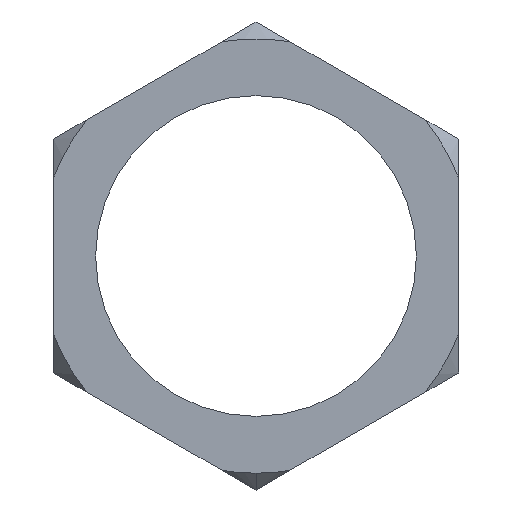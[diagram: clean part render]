
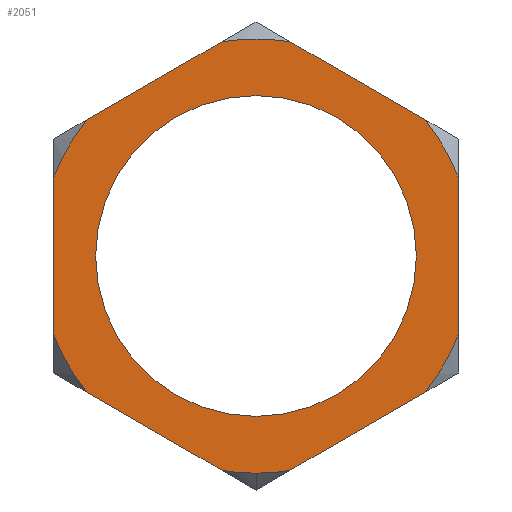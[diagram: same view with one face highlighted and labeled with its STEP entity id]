
A CAD part, left-side view. The second image highlights one B-rep face of the part: STEP entity #2051.
In plain terms, the highlighted planar face has unit normal (-1, 0, 0).
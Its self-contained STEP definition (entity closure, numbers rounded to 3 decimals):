
#11 = EDGE_LOOP ( 'NONE', ( #3744, #3919, #1466, #2892, #601, #2434, #1063, #1205, #2565, #2092, #3483, #3462, #2811 ) ) ;
#14 = EDGE_CURVE ( 'NONE', #1103, #2036, #3287, .T. ) ;
#145 = LINE ( 'NONE', #1399, #2143 ) ;
#154 = CARTESIAN_POINT ( 'NONE',  ( -11.5, 24.989, -20.214 ) ) ;
#160 = CIRCLE ( 'NONE', #3067, 32.141 ) ;
#195 = EDGE_CURVE ( 'NONE', #851, #2036, #160, .T. ) ;
#201 = AXIS2_PLACEMENT_3D ( 'NONE', #1081, #3668, #1455 ) ;
#268 = DIRECTION ( 'NONE',  ( 0., 0., -1. ) ) ;
#273 = DIRECTION ( 'NONE',  ( 0., 0., -1. ) ) ;
#369 = DIRECTION ( 'NONE',  ( 0., 0., 1. ) ) ;
#370 = AXIS2_PLACEMENT_3D ( 'NONE', #1513, #3110, #3704 ) ;
#443 = CARTESIAN_POINT ( 'NONE',  ( -11.5, -24.989, 20.214 ) ) ;
#456 = CARTESIAN_POINT ( 'NONE',  ( -11.5, 30., -17.321 ) ) ;
#548 = DIRECTION ( 'NONE',  ( 0., 0., 1. ) ) ;
#601 = ORIENTED_EDGE ( 'NONE', *, *, #3147, .F. ) ;
#621 = CARTESIAN_POINT ( 'NONE',  ( -11.5, 30., 11.535 ) ) ;
#632 = DIRECTION ( 'NONE',  ( 0., 0., 1. ) ) ;
#639 = CIRCLE ( 'NONE', #370, 32.141 ) ;
#679 = VERTEX_POINT ( 'NONE', #1086 ) ;
#725 = DIRECTION ( 'NONE',  ( 0., 0., -1. ) ) ;
#727 = ORIENTED_EDGE ( 'NONE', *, *, #2078, .T. ) ;
#739 = DIRECTION ( 'NONE',  ( 0., -0.866, 0.5 ) ) ;
#748 = VECTOR ( 'NONE', #1724, 1000. ) ;
#803 = DIRECTION ( 'NONE',  ( -1., 0., 0. ) ) ;
#851 = VERTEX_POINT ( 'NONE', #2328 ) ;
#900 = DIRECTION ( 'NONE',  ( -1., 0., 0. ) ) ;
#922 = CARTESIAN_POINT ( 'NONE',  ( -11.5, 0., 0. ) ) ;
#967 = VERTEX_POINT ( 'NONE', #1652 ) ;
#982 = CARTESIAN_POINT ( 'NONE',  ( -11.5, 0., -32.141 ) ) ;
#1045 = CARTESIAN_POINT ( 'NONE',  ( -11.5, 0., 0. ) ) ;
#1063 = ORIENTED_EDGE ( 'NONE', *, *, #3891, .F. ) ;
#1081 = CARTESIAN_POINT ( 'NONE',  ( -11.5, 0., 0. ) ) ;
#1086 = CARTESIAN_POINT ( 'NONE',  ( -11.5, -30., 11.535 ) ) ;
#1103 = VERTEX_POINT ( 'NONE', #2429 ) ;
#1127 = VERTEX_POINT ( 'NONE', #1237 ) ;
#1166 = VERTEX_POINT ( 'NONE', #3072 ) ;
#1192 = EDGE_CURVE ( 'NONE', #3175, #3985, #2586, .T. ) ;
#1205 = ORIENTED_EDGE ( 'NONE', *, *, #195, .T. ) ;
#1237 = CARTESIAN_POINT ( 'NONE',  ( -11.5, -30., -11.535 ) ) ;
#1268 = VECTOR ( 'NONE', #725, 1000. ) ;
#1349 = CARTESIAN_POINT ( 'NONE',  ( -11.5, 5.011, 31.748 ) ) ;
#1360 = CARTESIAN_POINT ( 'NONE',  ( -11.5, 0., -23.75 ) ) ;
#1387 = CIRCLE ( 'NONE', #3892, 32.141 ) ;
#1399 = CARTESIAN_POINT ( 'NONE',  ( -11.5, 30., 17.321 ) ) ;
#1414 = AXIS2_PLACEMENT_3D ( 'NONE', #1045, #803, #2609 ) ;
#1455 = DIRECTION ( 'NONE',  ( 0., 0., 1. ) ) ;
#1466 = ORIENTED_EDGE ( 'NONE', *, *, #2307, .F. ) ;
#1473 = DIRECTION ( 'NONE',  ( 0., 0.866, 0.5 ) ) ;
#1501 = CARTESIAN_POINT ( 'NONE',  ( -11.5, 0., 0. ) ) ;
#1513 = CARTESIAN_POINT ( 'NONE',  ( -11.5, 0., 0. ) ) ;
#1570 = FACE_OUTER_BOUND ( 'NONE', #11, .T. ) ;
#1652 = CARTESIAN_POINT ( 'NONE',  ( -11.5, 0., 23.75 ) ) ;
#1724 = DIRECTION ( 'NONE',  ( 0., 0., 1. ) ) ;
#1754 = VERTEX_POINT ( 'NONE', #2925 ) ;
#1809 = AXIS2_PLACEMENT_3D ( 'NONE', #1501, #3775, #273 ) ;
#1875 = VECTOR ( 'NONE', #3713, 1000. ) ;
#1954 = VERTEX_POINT ( 'NONE', #2949 ) ;
#1957 = VERTEX_POINT ( 'NONE', #443 ) ;
#1970 = AXIS2_PLACEMENT_3D ( 'NONE', #1990, #3820, #369 ) ;
#1971 = CARTESIAN_POINT ( 'NONE',  ( -11.5, -30., 17.321 ) ) ;
#1990 = CARTESIAN_POINT ( 'NONE',  ( -11.5, 0., 0. ) ) ;
#2036 = VERTEX_POINT ( 'NONE', #621 ) ;
#2051 = ADVANCED_FACE ( 'NONE', ( #2829, #1570 ), #2748, .F. ) ;
#2078 = EDGE_CURVE ( 'NONE', #2851, #967, #3317, .T. ) ;
#2092 = ORIENTED_EDGE ( 'NONE', *, *, #3020, .T. ) ;
#2131 = EDGE_CURVE ( 'NONE', #1754, #1954, #3694, .T. ) ;
#2134 = EDGE_LOOP ( 'NONE', ( #3574, #727 ) ) ;
#2143 = VECTOR ( 'NONE', #739, 1000. ) ;
#2307 = EDGE_CURVE ( 'NONE', #679, #1127, #3560, .T. ) ;
#2328 = CARTESIAN_POINT ( 'NONE',  ( -11.5, 24.989, 20.214 ) ) ;
#2344 = LINE ( 'NONE', #3585, #3880 ) ;
#2367 = VERTEX_POINT ( 'NONE', #982 ) ;
#2429 = CARTESIAN_POINT ( 'NONE',  ( -11.5, 30., -11.535 ) ) ;
#2433 = DIRECTION ( 'NONE',  ( 1., 0., 0. ) ) ;
#2434 = ORIENTED_EDGE ( 'NONE', *, *, #1192, .T. ) ;
#2488 = DIRECTION ( 'NONE',  ( -1., 0., 0. ) ) ;
#2503 = CIRCLE ( 'NONE', #201, 32.141 ) ;
#2565 = ORIENTED_EDGE ( 'NONE', *, *, #14, .F. ) ;
#2586 = CIRCLE ( 'NONE', #3302, 32.141 ) ;
#2609 = DIRECTION ( 'NONE',  ( 0., 0., 1. ) ) ;
#2741 = CARTESIAN_POINT ( 'NONE',  ( -11.5, -5.011, 31.748 ) ) ;
#2748 = PLANE ( 'NONE',  #3127 ) ;
#2768 = DIRECTION ( 'NONE',  ( 0., 0., -1. ) ) ;
#2778 = CARTESIAN_POINT ( 'NONE',  ( -11.5, 0., -34.641 ) ) ;
#2811 = ORIENTED_EDGE ( 'NONE', *, *, #3074, .T. ) ;
#2829 = FACE_BOUND ( 'NONE', #2134, .T. ) ;
#2845 = AXIS2_PLACEMENT_3D ( 'NONE', #3690, #2433, #268 ) ;
#2851 = VERTEX_POINT ( 'NONE', #1360 ) ;
#2892 = ORIENTED_EDGE ( 'NONE', *, *, #3827, .T. ) ;
#2925 = CARTESIAN_POINT ( 'NONE',  ( -11.5, -24.989, -20.214 ) ) ;
#2949 = CARTESIAN_POINT ( 'NONE',  ( -11.5, -5.011, -31.748 ) ) ;
#3020 = EDGE_CURVE ( 'NONE', #1103, #3707, #3757, .T. ) ;
#3067 = AXIS2_PLACEMENT_3D ( 'NONE', #3478, #2488, #632 ) ;
#3072 = CARTESIAN_POINT ( 'NONE',  ( -11.5, 5.011, -31.748 ) ) ;
#3074 = EDGE_CURVE ( 'NONE', #2367, #1954, #2503, .T. ) ;
#3110 = DIRECTION ( 'NONE',  ( -1., 0., 0. ) ) ;
#3127 = AXIS2_PLACEMENT_3D ( 'NONE', #922, #3162, #2768 ) ;
#3130 = LINE ( 'NONE', #2778, #3798 ) ;
#3147 = EDGE_CURVE ( 'NONE', #3175, #1957, #2344, .T. ) ;
#3162 = DIRECTION ( 'NONE',  ( 1., 0., 0. ) ) ;
#3175 = VERTEX_POINT ( 'NONE', #2741 ) ;
#3238 = EDGE_CURVE ( 'NONE', #967, #2851, #4030, .T. ) ;
#3265 = CIRCLE ( 'NONE', #1414, 32.141 ) ;
#3287 = LINE ( 'NONE', #456, #748 ) ;
#3302 = AXIS2_PLACEMENT_3D ( 'NONE', #3417, #4038, #548 ) ;
#3317 = CIRCLE ( 'NONE', #1809, 23.75 ) ;
#3337 = DIRECTION ( 'NONE',  ( 0., -0.866, -0.5 ) ) ;
#3417 = CARTESIAN_POINT ( 'NONE',  ( -11.5, 0., 0. ) ) ;
#3439 = DIRECTION ( 'NONE',  ( 0., 0., 1. ) ) ;
#3447 = EDGE_CURVE ( 'NONE', #1166, #2367, #1387, .T. ) ;
#3462 = ORIENTED_EDGE ( 'NONE', *, *, #3447, .T. ) ;
#3466 = CARTESIAN_POINT ( 'NONE',  ( -11.5, -30., -17.321 ) ) ;
#3478 = CARTESIAN_POINT ( 'NONE',  ( -11.5, 0., 0. ) ) ;
#3483 = ORIENTED_EDGE ( 'NONE', *, *, #3847, .F. ) ;
#3560 = LINE ( 'NONE', #1971, #1268 ) ;
#3574 = ORIENTED_EDGE ( 'NONE', *, *, #3238, .T. ) ;
#3585 = CARTESIAN_POINT ( 'NONE',  ( -11.5, 0., 34.641 ) ) ;
#3668 = DIRECTION ( 'NONE',  ( -1., 0., 0. ) ) ;
#3690 = CARTESIAN_POINT ( 'NONE',  ( -11.5, 0., 0. ) ) ;
#3694 = LINE ( 'NONE', #3466, #1875 ) ;
#3704 = DIRECTION ( 'NONE',  ( 0., 0., 1. ) ) ;
#3707 = VERTEX_POINT ( 'NONE', #154 ) ;
#3713 = DIRECTION ( 'NONE',  ( 0., 0.866, -0.5 ) ) ;
#3728 = CARTESIAN_POINT ( 'NONE',  ( -11.5, 0., 0. ) ) ;
#3744 = ORIENTED_EDGE ( 'NONE', *, *, #2131, .F. ) ;
#3757 = CIRCLE ( 'NONE', #1970, 32.141 ) ;
#3775 = DIRECTION ( 'NONE',  ( 1., 0., 0. ) ) ;
#3798 = VECTOR ( 'NONE', #1473, 1000. ) ;
#3820 = DIRECTION ( 'NONE',  ( -1., 0., 0. ) ) ;
#3827 = EDGE_CURVE ( 'NONE', #679, #1957, #639, .T. ) ;
#3847 = EDGE_CURVE ( 'NONE', #1166, #3707, #3130, .T. ) ;
#3880 = VECTOR ( 'NONE', #3337, 1000. ) ;
#3891 = EDGE_CURVE ( 'NONE', #851, #3985, #145, .T. ) ;
#3892 = AXIS2_PLACEMENT_3D ( 'NONE', #3728, #900, #3439 ) ;
#3919 = ORIENTED_EDGE ( 'NONE', *, *, #4027, .T. ) ;
#3985 = VERTEX_POINT ( 'NONE', #1349 ) ;
#4027 = EDGE_CURVE ( 'NONE', #1754, #1127, #3265, .T. ) ;
#4030 = CIRCLE ( 'NONE', #2845, 23.75 ) ;
#4038 = DIRECTION ( 'NONE',  ( -1., 0., 0. ) ) ;
